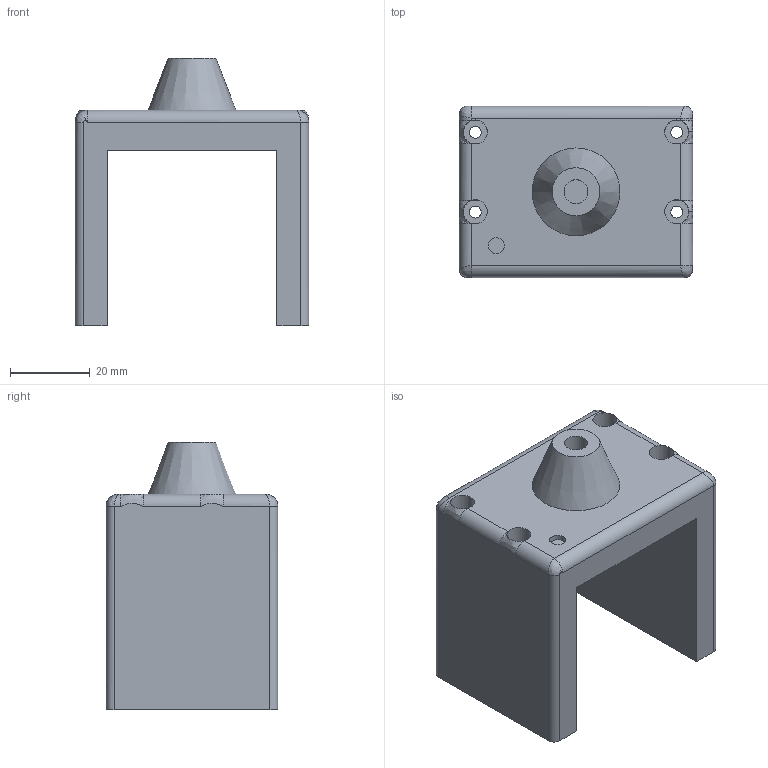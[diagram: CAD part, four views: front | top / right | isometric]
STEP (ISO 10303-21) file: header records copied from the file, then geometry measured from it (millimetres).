
FILE_DESCRIPTION(('FreeCAD Model'),'2;1');
FILE_NAME('Table Holder Base Motor Legs.step','2015-07-16T13:22:31',('Author'),(''), 'Open CASCADE STEP processor 6.8','FreeCAD','Unknown');
FILE_SCHEMA(('AUTOMOTIVE_DESIGN_CC2 { 1 2 10303 214 -1 1 5 4 }'));
Length unit declared in the file: millimetre
Products named in the file (1): Holder_With_Orientation_Mark
Bounding box: 58.5 x 43 x 67 mm (x, y, z)
Volume: 52560 mm3; surface area: 19851.6 mm2
Topology: 1 solids, 1 shells, 50 faces, 117 edges, 72 vertices
Faces by surface type: cylinder 22, plane 17, bspline 10, cone 1
Full cylindrical faces by diameter (mm): 3 x4, 4 x1, 6 x5
Entity records: 4521 total; most frequent: CARTESIAN_POINT 2300, DIRECTION 369, ORIENTED_EDGE 234, PCURVE 234, DEFINITIONAL_REPRESENTATION 234, LINE 201, VECTOR 201, EDGE_CURVE 117
